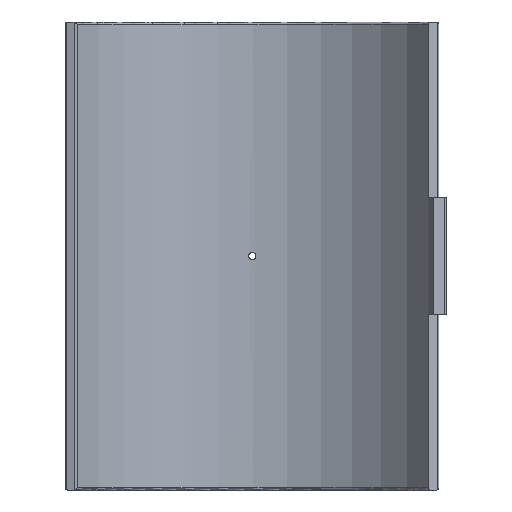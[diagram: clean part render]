
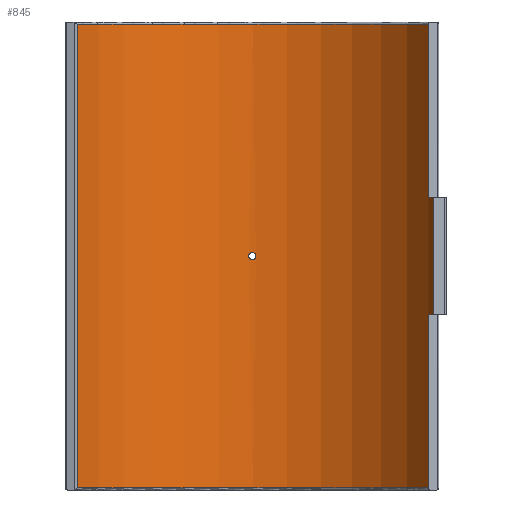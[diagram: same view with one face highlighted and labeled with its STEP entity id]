
A CAD part, front view. The second image highlights one B-rep face of the part: STEP entity #845.
In plain terms, the highlighted cylindrical face has radius 280 mm (diameter 560 mm), a partial arc.
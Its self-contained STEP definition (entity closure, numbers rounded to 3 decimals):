
#39=FACE_BOUND('',#189,.T.);
#70=B_SPLINE_CURVE_WITH_KNOTS('',3,(#1597,#1598,#1599,#1600,#1601,#1602,
#1603,#1604,#1605,#1606,#1607,#1608,#1609,#1610,#1611,#1612,#1613,#1614,
#1615,#1616,#1617,#1618,#1619,#1620,#1621,#1622,#1623,#1624,#1625,#1626,
#1627,#1628,#1629,#1630),.UNSPECIFIED.,.T.,.F.,(4,2,2,2,2,2,2,2,2,2,2,2,
2,2,2,2,4),(0.,0.181,0.362,0.542,0.723,
0.904,1.085,1.266,1.447,1.627,
1.808,1.989,2.17,2.351,2.531,
2.712,2.893),.UNSPECIFIED.);
#126=FACE_OUTER_BOUND('',#188,.T.);
#188=EDGE_LOOP('',(#716,#717,#718,#719,#720,#721,#722,#723));
#189=EDGE_LOOP('',(#724));
#241=LINE('',#1283,#282);
#251=LINE('',#1496,#292);
#256=LINE('',#1507,#297);
#277=LINE('',#1595,#318);
#282=VECTOR('',#1005,155.);
#292=VECTOR('',#1053,614.4);
#297=VECTOR('',#1062,229.7);
#318=VECTOR('',#1177,229.7);
#326=CIRCLE('',#884,280.);
#332=CIRCLE('',#893,280.);
#333=CIRCLE('',#895,280.);
#351=CIRCLE('',#945,280.);
#375=VERTEX_POINT('',#1280);
#376=VERTEX_POINT('',#1282);
#383=VERTEX_POINT('',#1298);
#396=VERTEX_POINT('',#1431);
#397=VERTEX_POINT('',#1442);
#399=VERTEX_POINT('',#1462);
#400=VERTEX_POINT('',#1463);
#407=VERTEX_POINT('',#1505);
#428=VERTEX_POINT('',#1596);
#455=EDGE_CURVE('',#375,#376,#241,.T.);
#464=EDGE_CURVE('',#383,#375,#326,.T.);
#479=EDGE_CURVE('',#396,#397,#332,.T.);
#482=EDGE_CURVE('',#399,#400,#333,.T.);
#487=EDGE_CURVE('',#397,#399,#251,.T.);
#493=EDGE_CURVE('',#407,#396,#256,.T.);
#536=EDGE_CURVE('',#376,#407,#351,.T.);
#538=EDGE_CURVE('',#400,#383,#277,.T.);
#539=EDGE_CURVE('',#428,#428,#70,.T.);
#716=ORIENTED_EDGE('',*,*,#479,.F.);
#717=ORIENTED_EDGE('',*,*,#493,.F.);
#718=ORIENTED_EDGE('',*,*,#536,.F.);
#719=ORIENTED_EDGE('',*,*,#455,.F.);
#720=ORIENTED_EDGE('',*,*,#464,.F.);
#721=ORIENTED_EDGE('',*,*,#538,.F.);
#722=ORIENTED_EDGE('',*,*,#482,.F.);
#723=ORIENTED_EDGE('',*,*,#487,.F.);
#724=ORIENTED_EDGE('',*,*,#539,.T.);
#803=CYLINDRICAL_SURFACE('',#946,280.);
#845=ADVANCED_FACE('',(#126,#39),#803,.F.);
#884=AXIS2_PLACEMENT_3D('',#1300,#1020,#1021);
#893=AXIS2_PLACEMENT_3D('',#1443,#1043,#1044);
#895=AXIS2_PLACEMENT_3D('',#1464,#1047,#1048);
#945=AXIS2_PLACEMENT_3D('',#1592,#1172,#1173);
#946=AXIS2_PLACEMENT_3D('',#1594,#1175,#1176);
#1005=DIRECTION('',(0.,0.,-1.));
#1020=DIRECTION('center_axis',(0.,0.,-1.));
#1021=DIRECTION('ref_axis',(-1.,0.,0.));
#1043=DIRECTION('center_axis',(0.,0.,1.));
#1044=DIRECTION('ref_axis',(0.,1.,0.));
#1047=DIRECTION('center_axis',(0.,0.,-1.));
#1048=DIRECTION('ref_axis',(0.,1.,0.));
#1053=DIRECTION('',(0.,0.,1.));
#1062=DIRECTION('',(0.,0.,-1.));
#1172=DIRECTION('center_axis',(0.,0.,1.));
#1173=DIRECTION('ref_axis',(0.92,0.392,0.));
#1175=DIRECTION('center_axis',(0.,0.,1.));
#1176=DIRECTION('ref_axis',(-1.,0.,0.));
#1177=DIRECTION('',(0.,0.,-1.));
#1280=CARTESIAN_POINT('',(239.684,144.746,77.5));
#1282=CARTESIAN_POINT('',(239.684,144.746,-77.5));
#1283=CARTESIAN_POINT('',(239.684,144.746,0.));
#1298=CARTESIAN_POINT('',(233.126,155.088,77.5));
#1300=CARTESIAN_POINT('Origin',(0.,0.,77.5));
#1431=CARTESIAN_POINT('',(233.126,155.088,-307.2));
#1442=CARTESIAN_POINT('',(-232.008,156.755,-307.2));
#1443=CARTESIAN_POINT('Origin',(0.,0.,-307.2));
#1462=CARTESIAN_POINT('',(-232.008,156.755,307.2));
#1463=CARTESIAN_POINT('',(233.126,155.088,307.2));
#1464=CARTESIAN_POINT('Origin',(0.,0.,307.2));
#1496=CARTESIAN_POINT('',(-232.008,156.755,0.));
#1505=CARTESIAN_POINT('',(233.126,155.088,-77.5));
#1507=CARTESIAN_POINT('',(233.126,155.088,0.));
#1592=CARTESIAN_POINT('Origin',(0.,0.,-77.5));
#1594=CARTESIAN_POINT('Origin',(0.,0.,0.));
#1595=CARTESIAN_POINT('',(233.126,155.088,0.));
#1596=CARTESIAN_POINT('',(4.8,279.959,0.));
#1597=CARTESIAN_POINT('Ctrl Pts',(4.8,279.959,0.));
#1598=CARTESIAN_POINT('Ctrl Pts',(4.8,279.959,-0.603));
#1599=CARTESIAN_POINT('Ctrl Pts',(4.68,279.961,-1.246));
#1600=CARTESIAN_POINT('Ctrl Pts',(4.19,279.969,-2.428));
#1601=CARTESIAN_POINT('Ctrl Pts',(3.82,279.974,-2.968));
#1602=CARTESIAN_POINT('Ctrl Pts',(2.968,279.985,-3.82));
#1603=CARTESIAN_POINT('Ctrl Pts',(2.428,279.99,-4.19));
#1604=CARTESIAN_POINT('Ctrl Pts',(1.246,279.998,-4.68));
#1605=CARTESIAN_POINT('Ctrl Pts',(0.603,280.,-4.8));
#1606=CARTESIAN_POINT('Ctrl Pts',(-0.603,280.,-4.8));
#1607=CARTESIAN_POINT('Ctrl Pts',(-1.246,279.998,-4.68));
#1608=CARTESIAN_POINT('Ctrl Pts',(-2.428,279.99,-4.19));
#1609=CARTESIAN_POINT('Ctrl Pts',(-2.968,279.985,-3.82));
#1610=CARTESIAN_POINT('Ctrl Pts',(-3.82,279.974,-2.968));
#1611=CARTESIAN_POINT('Ctrl Pts',(-4.19,279.969,-2.428));
#1612=CARTESIAN_POINT('Ctrl Pts',(-4.68,279.961,-1.246));
#1613=CARTESIAN_POINT('Ctrl Pts',(-4.8,279.959,-0.603));
#1614=CARTESIAN_POINT('Ctrl Pts',(-4.8,279.959,0.603));
#1615=CARTESIAN_POINT('Ctrl Pts',(-4.68,279.961,1.246));
#1616=CARTESIAN_POINT('Ctrl Pts',(-4.19,279.969,2.428));
#1617=CARTESIAN_POINT('Ctrl Pts',(-3.82,279.974,2.968));
#1618=CARTESIAN_POINT('Ctrl Pts',(-2.968,279.985,3.82));
#1619=CARTESIAN_POINT('Ctrl Pts',(-2.428,279.99,4.19));
#1620=CARTESIAN_POINT('Ctrl Pts',(-1.246,279.998,4.68));
#1621=CARTESIAN_POINT('Ctrl Pts',(-0.603,280.,4.8));
#1622=CARTESIAN_POINT('Ctrl Pts',(0.603,280.,4.8));
#1623=CARTESIAN_POINT('Ctrl Pts',(1.246,279.998,4.68));
#1624=CARTESIAN_POINT('Ctrl Pts',(2.428,279.99,4.19));
#1625=CARTESIAN_POINT('Ctrl Pts',(2.968,279.985,3.82));
#1626=CARTESIAN_POINT('Ctrl Pts',(3.82,279.974,2.968));
#1627=CARTESIAN_POINT('Ctrl Pts',(4.19,279.969,2.428));
#1628=CARTESIAN_POINT('Ctrl Pts',(4.68,279.961,1.246));
#1629=CARTESIAN_POINT('Ctrl Pts',(4.8,279.959,0.603));
#1630=CARTESIAN_POINT('Ctrl Pts',(4.8,279.959,0.));
